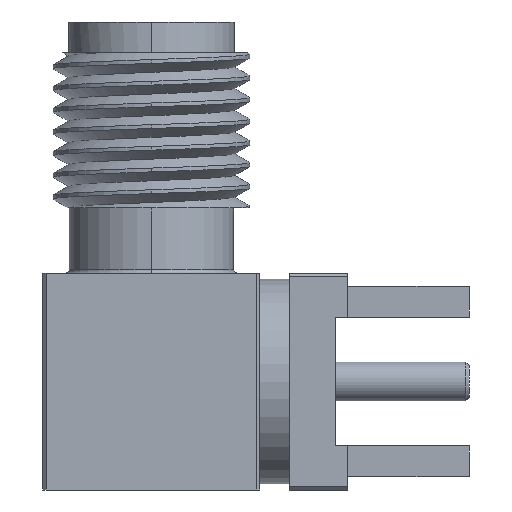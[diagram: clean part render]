
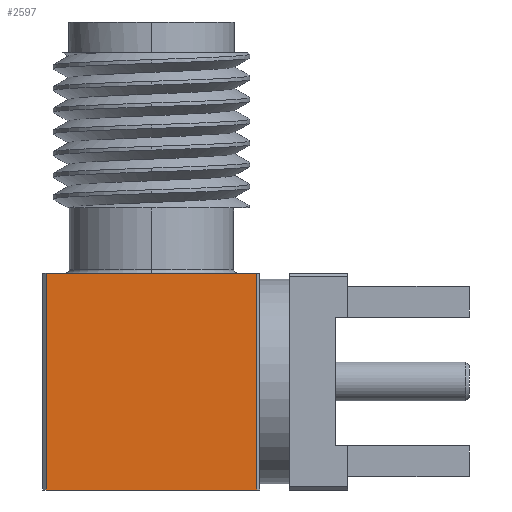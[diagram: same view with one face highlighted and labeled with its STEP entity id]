
A CAD part, left-side view. The second image highlights one B-rep face of the part: STEP entity #2597.
In plain terms, the highlighted planar face has unit normal (-1, 0, 0).
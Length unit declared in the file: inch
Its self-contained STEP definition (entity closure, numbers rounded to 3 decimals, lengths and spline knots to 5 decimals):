
#448 = FACE_OUTER_BOUND ( 'NONE', #2269, .T. ) ;
#453 = ORIENTED_EDGE ( 'NONE', *, *, #4323, .T. ) ;
#515 = DIRECTION ( 'NONE',  ( 0., 0., 1. ) ) ;
#980 = VECTOR ( 'NONE', #1702, 39.37008 ) ;
#1024 = VERTEX_POINT ( 'NONE', #2646 ) ;
#1176 = LINE ( 'NONE', #3059, #4415 ) ;
#1197 = CARTESIAN_POINT ( 'NONE',  ( -0.00493, 0.5086, 0.43333 ) ) ;
#1581 = VECTOR ( 'NONE', #1754, 39.37008 ) ;
#1598 = PLANE ( 'NONE',  #3645 ) ;
#1702 = DIRECTION ( 'NONE',  ( 0., 0., -1. ) ) ;
#1754 = DIRECTION ( 'NONE',  ( 0., -1., 0. ) ) ;
#1864 = LINE ( 'NONE', #2184, #1581 ) ;
#2106 = LINE ( 'NONE', #3451, #980 ) ;
#2184 = CARTESIAN_POINT ( 'NONE',  ( -0.00493, 0.9259, 0.15774 ) ) ;
#2269 = EDGE_LOOP ( 'NONE', ( #453, #4542, #2664, #5078 ) ) ;
#2597 = ADVANCED_FACE ( 'NONE', ( #448 ), #1598, .F. ) ;
#2646 = CARTESIAN_POINT ( 'NONE',  ( -0.00493, 0.25073, 0.15774 ) ) ;
#2664 = ORIENTED_EDGE ( 'NONE', *, *, #4987, .F. ) ;
#2694 = CARTESIAN_POINT ( 'NONE',  ( -0.00493, 0.51844, 0.43333 ) ) ;
#2701 = LINE ( 'NONE', #3426, #3240 ) ;
#2723 = EDGE_CURVE ( 'NONE', #1024, #3925, #1176, .T. ) ;
#2890 = VERTEX_POINT ( 'NONE', #2694 ) ;
#3059 = CARTESIAN_POINT ( 'NONE',  ( -0.00493, 0.25073, 0.43333 ) ) ;
#3240 = VECTOR ( 'NONE', #3822, 39.37008 ) ;
#3308 = DIRECTION ( 'NONE',  ( 1., 0., 0. ) ) ;
#3426 = CARTESIAN_POINT ( 'NONE',  ( -0.00493, 0.9259, 0.43333 ) ) ;
#3451 = CARTESIAN_POINT ( 'NONE',  ( -0.00493, 0.51844, 0.15774 ) ) ;
#3532 = CARTESIAN_POINT ( 'NONE',  ( -0.00493, 0.51844, 0.15774 ) ) ;
#3645 = AXIS2_PLACEMENT_3D ( 'NONE', #1197, #3308, #4992 ) ;
#3822 = DIRECTION ( 'NONE',  ( 0., -1., 0. ) ) ;
#3925 = VERTEX_POINT ( 'NONE', #4175 ) ;
#4175 = CARTESIAN_POINT ( 'NONE',  ( -0.00493, 0.25073, 0.43333 ) ) ;
#4323 = EDGE_CURVE ( 'NONE', #5273, #1024, #1864, .T. ) ;
#4415 = VECTOR ( 'NONE', #515, 39.37008 ) ;
#4542 = ORIENTED_EDGE ( 'NONE', *, *, #2723, .T. ) ;
#4974 = EDGE_CURVE ( 'NONE', #2890, #5273, #2106, .T. ) ;
#4987 = EDGE_CURVE ( 'NONE', #2890, #3925, #2701, .T. ) ;
#4992 = DIRECTION ( 'NONE',  ( 0., 1., 0. ) ) ;
#5078 = ORIENTED_EDGE ( 'NONE', *, *, #4974, .T. ) ;
#5273 = VERTEX_POINT ( 'NONE', #3532 ) ;
